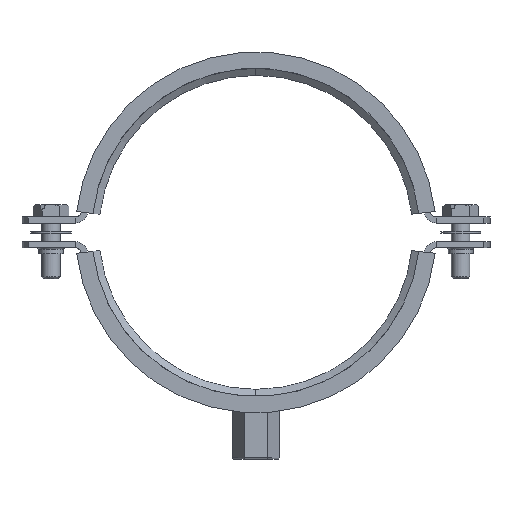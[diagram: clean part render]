
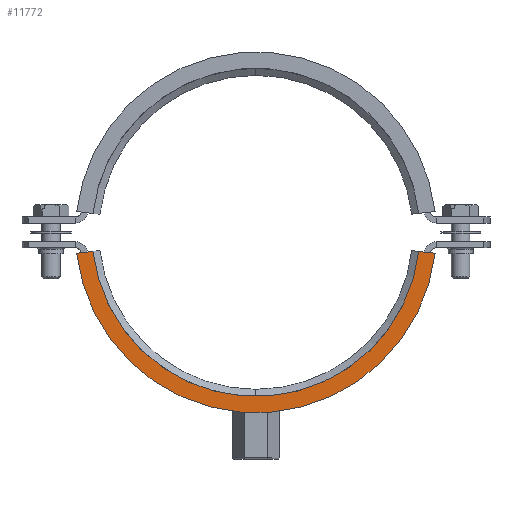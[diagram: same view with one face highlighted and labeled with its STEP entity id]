
A CAD part, front view. The second image highlights one B-rep face of the part: STEP entity #11772.
In plain terms, the highlighted planar face has unit normal (0, -1, 0).
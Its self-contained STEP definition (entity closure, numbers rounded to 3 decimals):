
#291 = DIRECTION ( 'NONE',  ( 0., 1., 0. ) ) ;
#354 = EDGE_LOOP ( 'NONE', ( #17533, #3662, #12894, #1641 ) ) ;
#441 = LINE ( 'NONE', #23424, #8027 ) ;
#639 = AXIS2_PLACEMENT_3D ( 'NONE', #11087, #291, #2887 ) ;
#1641 = ORIENTED_EDGE ( 'NONE', *, *, #7760, .T. ) ;
#1704 = CARTESIAN_POINT ( 'NONE',  ( 52.841, -11.5, 48.829 ) ) ;
#2311 = AXIS2_PLACEMENT_3D ( 'NONE', #24063, #11190, #26110 ) ;
#2613 = FACE_OUTER_BOUND ( 'NONE', #354, .T. ) ;
#2887 = DIRECTION ( 'NONE',  ( 0., 0., 1. ) ) ;
#3308 = EDGE_CURVE ( 'NONE', #11200, #8995, #18046, .T. ) ;
#3662 = ORIENTED_EDGE ( 'NONE', *, *, #4964, .F. ) ;
#4964 = EDGE_CURVE ( 'NONE', #11200, #15638, #16478, .T. ) ;
#6152 = EDGE_CURVE ( 'NONE', #15638, #13879, #18469, .T. ) ;
#6265 = AXIS2_PLACEMENT_3D ( 'NONE', #8114, #26863, #16439 ) ;
#6287 = VECTOR ( 'NONE', #10733, 1000. ) ;
#7704 = CARTESIAN_POINT ( 'NONE',  ( 58.105, -11.5, 48.215 ) ) ;
#7760 = EDGE_CURVE ( 'NONE', #8995, #13879, #441, .T. ) ;
#8027 = VECTOR ( 'NONE', #15216, 1000. ) ;
#8114 = CARTESIAN_POINT ( 'NONE',  ( 0., -11.5, 55. ) ) ;
#8995 = VERTEX_POINT ( 'NONE', #22870 ) ;
#10733 = DIRECTION ( 'NONE',  ( 0.993, 0., -0.116 ) ) ;
#11087 = CARTESIAN_POINT ( 'NONE',  ( 52.841, -11.5, 48.829 ) ) ;
#11190 = DIRECTION ( 'NONE',  ( 0., 1., 0. ) ) ;
#11200 = VERTEX_POINT ( 'NONE', #1704 ) ;
#11772 = ADVANCED_FACE ( 'NONE', ( #2613 ), #21627, .F. ) ;
#12894 = ORIENTED_EDGE ( 'NONE', *, *, #3308, .T. ) ;
#13879 = VERTEX_POINT ( 'NONE', #21190 ) ;
#14971 = CARTESIAN_POINT ( 'NONE',  ( 52.841, -11.5, 48.829 ) ) ;
#15216 = DIRECTION ( 'NONE',  ( -0.993, 0., -0.116 ) ) ;
#15638 = VERTEX_POINT ( 'NONE', #7704 ) ;
#16439 = DIRECTION ( 'NONE',  ( 0., 0., 1. ) ) ;
#16478 = LINE ( 'NONE', #14971, #6287 ) ;
#17533 = ORIENTED_EDGE ( 'NONE', *, *, #6152, .F. ) ;
#18046 = CIRCLE ( 'NONE', #6265, 53.2 ) ;
#18469 = CIRCLE ( 'NONE', #2311, 58.5 ) ;
#21190 = CARTESIAN_POINT ( 'NONE',  ( -58.105, -11.5, 48.215 ) ) ;
#21627 = PLANE ( 'NONE',  #639 ) ;
#22870 = CARTESIAN_POINT ( 'NONE',  ( -52.841, -11.5, 48.829 ) ) ;
#23424 = CARTESIAN_POINT ( 'NONE',  ( -52.841, -11.5, 48.829 ) ) ;
#24063 = CARTESIAN_POINT ( 'NONE',  ( 0., -11.5, 55. ) ) ;
#26110 = DIRECTION ( 'NONE',  ( 0., 0., 1. ) ) ;
#26863 = DIRECTION ( 'NONE',  ( 0., 1., 0. ) ) ;
